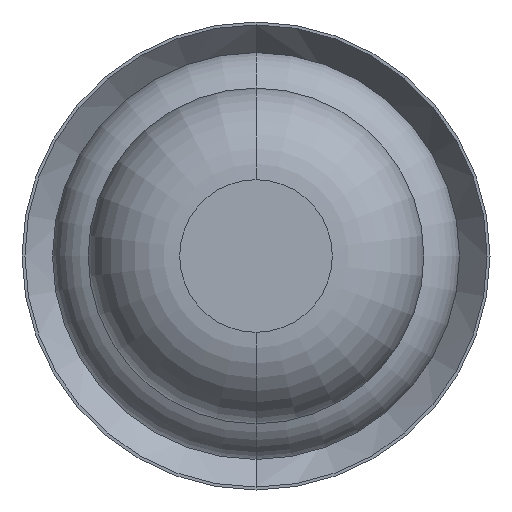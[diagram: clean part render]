
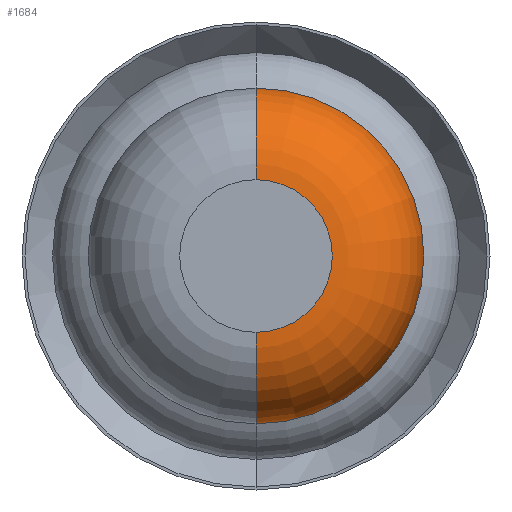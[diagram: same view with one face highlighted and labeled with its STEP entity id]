
A CAD part, front view. The second image highlights one B-rep face of the part: STEP entity #1684.
In plain terms, the highlighted toroidal (fillet/blend) face has major radius 0.375 mm and minor radius 0.45 mm.
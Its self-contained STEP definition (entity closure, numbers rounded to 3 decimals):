
#103 = DIRECTION ( 'NONE',  ( 0., 1., 0. ) ) ;
#185 = EDGE_CURVE ( 'NONE', #4189, #4595, #498, .T. ) ;
#214 = CARTESIAN_POINT ( 'NONE',  ( 0., -23.55, 0.825 ) ) ;
#434 = CARTESIAN_POINT ( 'NONE',  ( 0., -23.55, -0.825 ) ) ;
#498 = CIRCLE ( 'NONE', #2107, 0.45 ) ;
#672 = CIRCLE ( 'NONE', #6010, 0.375 ) ;
#954 = AXIS2_PLACEMENT_3D ( 'NONE', #3581, #2208, #5535 ) ;
#988 = VERTEX_POINT ( 'NONE', #4759 ) ;
#989 = EDGE_CURVE ( 'NONE', #988, #1949, #3220, .T. ) ;
#1397 = CARTESIAN_POINT ( 'NONE',  ( 0., -23.55, 0. ) ) ;
#1486 = DIRECTION ( 'NONE',  ( 0., 0., 1. ) ) ;
#1684 = ADVANCED_FACE ( 'Defeature ausgef�hrt2_7', ( #2981 ), #5515, .T. ) ;
#1949 = VERTEX_POINT ( 'NONE', #214 ) ;
#2107 = AXIS2_PLACEMENT_3D ( 'NONE', #2743, #5108, #4692 ) ;
#2208 = DIRECTION ( 'NONE',  ( -1., 0., 0. ) ) ;
#2455 = DIRECTION ( 'NONE',  ( 0., 1., 0. ) ) ;
#2743 = CARTESIAN_POINT ( 'NONE',  ( 0., -23.55, -0.375 ) ) ;
#2981 = FACE_OUTER_BOUND ( 'NONE', #5737, .T. ) ;
#3220 = CIRCLE ( 'NONE', #954, 0.45 ) ;
#3395 = CARTESIAN_POINT ( 'NONE',  ( 0., -24., 0. ) ) ;
#3471 = DIRECTION ( 'NONE',  ( 0., 0., 1. ) ) ;
#3526 = AXIS2_PLACEMENT_3D ( 'NONE', #5375, #103, #3471 ) ;
#3581 = CARTESIAN_POINT ( 'NONE',  ( 0., -23.55, 0.375 ) ) ;
#4049 = ORIENTED_EDGE ( 'NONE', *, *, #4213, .T. ) ;
#4091 = EDGE_CURVE ( 'Defeature ausgef�hrt2_8+Defeature ausgef�hrt2_7+Defeature ausgef�hrt2_7+Defeature ausgef�hrt2_7', #1949, #4595, #5707, .T. ) ;
#4189 = VERTEX_POINT ( 'NONE', #4777 ) ;
#4213 = EDGE_CURVE ( 'Defeature ausgef�hrt2_7+Defeature ausgef�hrt2_6+Defeature ausgef�hrt2_6+Defeature ausgef�hrt2_6', #988, #4189, #672, .T. ) ;
#4595 = VERTEX_POINT ( 'NONE', #434 ) ;
#4692 = DIRECTION ( 'NONE',  ( 0., 0., -1. ) ) ;
#4721 = DIRECTION ( 'NONE',  ( 0., 0., 1. ) ) ;
#4759 = CARTESIAN_POINT ( 'NONE',  ( 0., -24., 0.375 ) ) ;
#4777 = CARTESIAN_POINT ( 'NONE',  ( 0., -24., -0.375 ) ) ;
#5007 = AXIS2_PLACEMENT_3D ( 'NONE', #1397, #5674, #4721 ) ;
#5020 = ORIENTED_EDGE ( 'NONE', *, *, #989, .F. ) ;
#5108 = DIRECTION ( 'NONE',  ( 1., 0., 0. ) ) ;
#5375 = CARTESIAN_POINT ( 'NONE',  ( 0., -23.55, 0. ) ) ;
#5440 = ORIENTED_EDGE ( 'NONE', *, *, #185, .T. ) ;
#5515 = TOROIDAL_SURFACE ( 'NONE', #3526, 0.375, 0.45 ) ;
#5535 = DIRECTION ( 'NONE',  ( 0., 0., 1. ) ) ;
#5674 = DIRECTION ( 'NONE',  ( 0., 1., 0. ) ) ;
#5707 = CIRCLE ( 'NONE', #5007, 0.825 ) ;
#5737 = EDGE_LOOP ( 'NONE', ( #4049, #5440, #5758, #5020 ) ) ;
#5758 = ORIENTED_EDGE ( 'NONE', *, *, #4091, .F. ) ;
#6010 = AXIS2_PLACEMENT_3D ( 'NONE', #3395, #2455, #1486 ) ;
